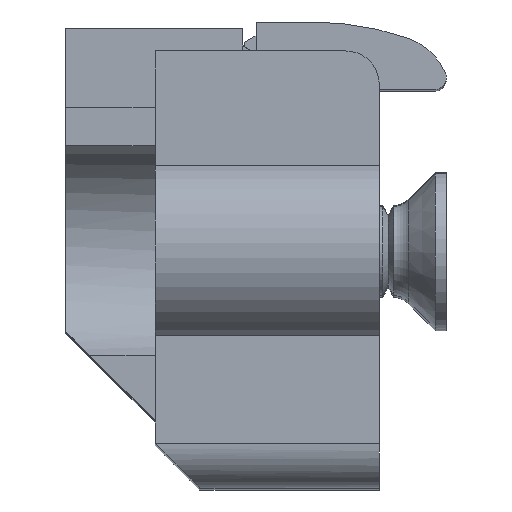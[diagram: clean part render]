
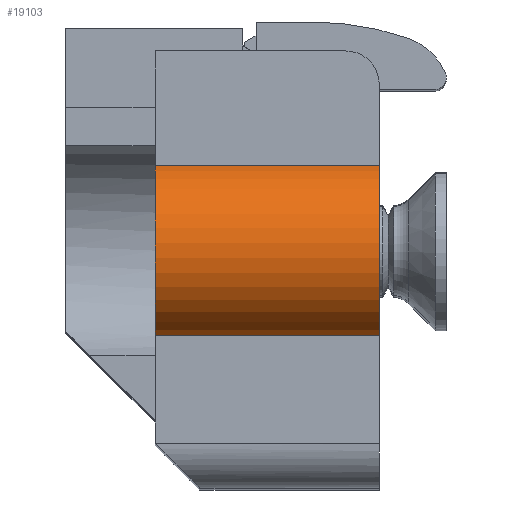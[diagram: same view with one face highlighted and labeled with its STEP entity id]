
A CAD part, top view. The second image highlights one B-rep face of the part: STEP entity #19103.
In plain terms, the highlighted cylindrical face has radius 4 mm (diameter 8 mm), a partial arc.
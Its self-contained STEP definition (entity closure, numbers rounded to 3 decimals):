
#477 = CIRCLE ( 'NONE', #20700, 4. ) ;
#2811 = ORIENTED_EDGE ( 'NONE', *, *, #3898, .F. ) ;
#3082 = CYLINDRICAL_SURFACE ( 'NONE', #13661, 4. ) ;
#3274 = DIRECTION ( 'NONE',  ( 0., 1., 0. ) ) ;
#3783 = CARTESIAN_POINT ( 'NONE',  ( 0., -3.8, 27.5 ) ) ;
#3898 = EDGE_CURVE ( 'NONE', #13934, #7271, #16855, .T. ) ;
#5581 = DIRECTION ( 'NONE',  ( 1., 0., 0. ) ) ;
#6090 = CARTESIAN_POINT ( 'NONE',  ( -10., 0., 26.25 ) ) ;
#6996 = CARTESIAN_POINT ( 'NONE',  ( 0., 0., 26.25 ) ) ;
#7271 = VERTEX_POINT ( 'NONE', #11157 ) ;
#7282 = DIRECTION ( 'NONE',  ( -1., 0., 0. ) ) ;
#7925 = FACE_OUTER_BOUND ( 'NONE', #8486, .T. ) ;
#8471 = CARTESIAN_POINT ( 'NONE',  ( 0., 3.8, 27.5 ) ) ;
#8486 = EDGE_LOOP ( 'NONE', ( #2811, #16086, #18509, #8587 ) ) ;
#8587 = ORIENTED_EDGE ( 'NONE', *, *, #11875, .T. ) ;
#9153 = DIRECTION ( 'NONE',  ( 1., 0., 0. ) ) ;
#11157 = CARTESIAN_POINT ( 'NONE',  ( -10., 3.8, 27.5 ) ) ;
#11621 = EDGE_CURVE ( 'NONE', #15747, #15713, #477, .T. ) ;
#11875 = EDGE_CURVE ( 'NONE', #15747, #7271, #20610, .T. ) ;
#12963 = CARTESIAN_POINT ( 'NONE',  ( -21.314, 0., 26.25 ) ) ;
#13288 = AXIS2_PLACEMENT_3D ( 'NONE', #6090, #19035, #17542 ) ;
#13484 = DIRECTION ( 'NONE',  ( 0., 1., 0. ) ) ;
#13661 = AXIS2_PLACEMENT_3D ( 'NONE', #12963, #14665, #3274 ) ;
#13934 = VERTEX_POINT ( 'NONE', #16787 ) ;
#14634 = EDGE_CURVE ( 'NONE', #13934, #15713, #16076, .T. ) ;
#14665 = DIRECTION ( 'NONE',  ( 1., 0., 0. ) ) ;
#15439 = CARTESIAN_POINT ( 'NONE',  ( -21.314, 3.8, 27.5 ) ) ;
#15713 = VERTEX_POINT ( 'NONE', #3783 ) ;
#15747 = VERTEX_POINT ( 'NONE', #8471 ) ;
#15758 = VECTOR ( 'NONE', #7282, 1000. ) ;
#16076 = LINE ( 'NONE', #17247, #19633 ) ;
#16086 = ORIENTED_EDGE ( 'NONE', *, *, #14634, .T. ) ;
#16787 = CARTESIAN_POINT ( 'NONE',  ( -10., -3.8, 27.5 ) ) ;
#16855 = CIRCLE ( 'NONE', #13288, 4. ) ;
#17247 = CARTESIAN_POINT ( 'NONE',  ( -21.314, -3.8, 27.5 ) ) ;
#17542 = DIRECTION ( 'NONE',  ( 0., 1., 0. ) ) ;
#18509 = ORIENTED_EDGE ( 'NONE', *, *, #11621, .F. ) ;
#19035 = DIRECTION ( 'NONE',  ( -1., 0., 0. ) ) ;
#19103 = ADVANCED_FACE ( 'NONE', ( #7925 ), #3082, .T. ) ;
#19633 = VECTOR ( 'NONE', #9153, 1000. ) ;
#20610 = LINE ( 'NONE', #15439, #15758 ) ;
#20700 = AXIS2_PLACEMENT_3D ( 'NONE', #6996, #5581, #13484 ) ;
